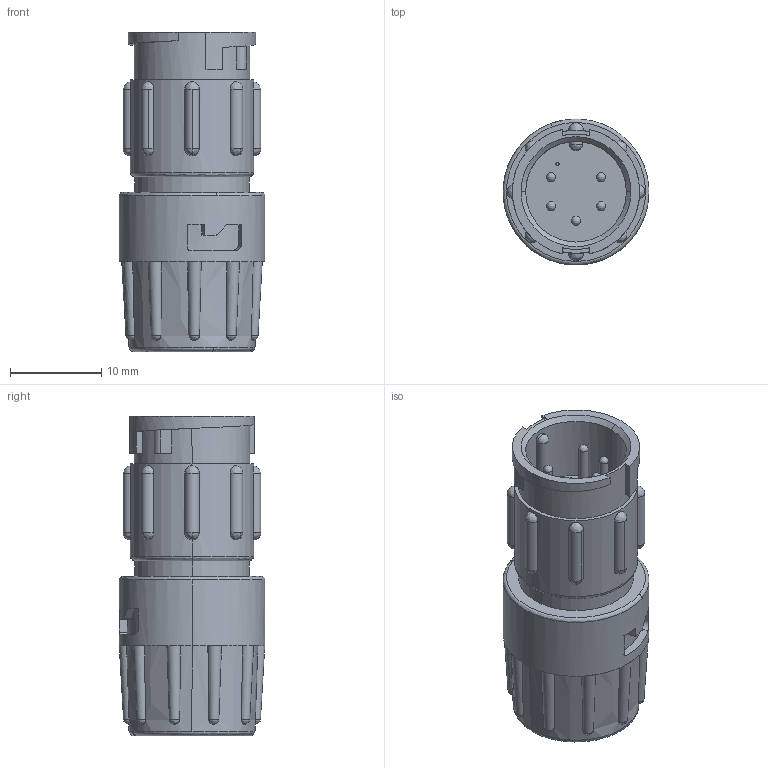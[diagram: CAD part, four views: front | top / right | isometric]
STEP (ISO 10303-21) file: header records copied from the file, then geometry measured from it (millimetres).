
FILE_DESCRIPTION (( 'STEP AP203' ), '1' );
FILE_NAME ('8282-5PG-3DC.STEP', '2016-10-05T19:30:56', ( '' ), ( '' ), 'SwSTEP 2.0', 'SolidWorks 2014', '' );
FILE_SCHEMA (( 'CONFIG_CONTROL_DESIGN' ));
Length unit declared in the file: inch
Products named in the file (2): 8282-5PG-3DC
Bounding box: 16 x 16 x 35.05 mm (x, y, z)
Volume: 4762.1 mm3; surface area: 2629.7 mm2
Topology: 1 solids, 1 shells, 162 faces, 452 edges, 276 vertices
Faces by surface type: bspline 59, cylinder 51, plane 48, cone 4
Entity records: 10431 total; most frequent: CARTESIAN_POINT 6676, ORIENTED_EDGE 832, DIRECTION 649, EDGE_CURVE 416, VERTEX_POINT 276, AXIS2_PLACEMENT_3D 264, EDGE_LOOP 182, ADVANCED_FACE 162
